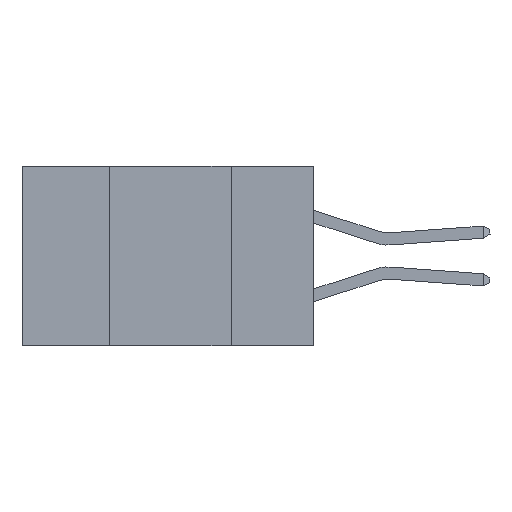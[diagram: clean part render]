
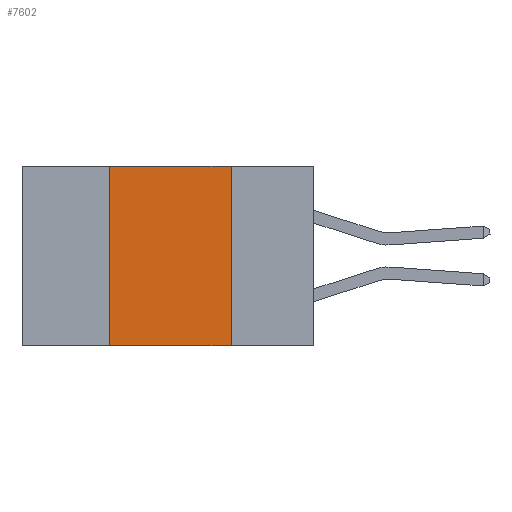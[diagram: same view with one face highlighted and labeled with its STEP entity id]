
A CAD part, left-side view. The second image highlights one B-rep face of the part: STEP entity #7602.
In plain terms, the highlighted planar face has unit normal (-1, 0, 0).
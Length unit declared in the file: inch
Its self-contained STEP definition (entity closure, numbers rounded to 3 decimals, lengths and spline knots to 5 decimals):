
#155 = VECTOR ( 'NONE', #5695, 39.37008 ) ;
#385 = LINE ( 'NONE', #15349, #12491 ) ;
#1642 = CARTESIAN_POINT ( 'NONE',  ( 0., 0.6, -0.37 ) ) ;
#1996 = ORIENTED_EDGE ( 'NONE', *, *, #17135, .F. ) ;
#2603 = EDGE_CURVE ( 'NONE', #15403, #6343, #385, .T. ) ;
#2753 = VERTEX_POINT ( 'NONE', #21225 ) ;
#3425 = CARTESIAN_POINT ( 'NONE',  ( 0., 0.42, 0. ) ) ;
#4410 = ORIENTED_EDGE ( 'NONE', *, *, #2603, .F. ) ;
#4928 = VERTEX_POINT ( 'NONE', #3425 ) ;
#5081 = ORIENTED_EDGE ( 'NONE', *, *, #10301, .F. ) ;
#5167 = DIRECTION ( 'NONE',  ( 0., -1., 0. ) ) ;
#5695 = DIRECTION ( 'NONE',  ( 0., -1., 0. ) ) ;
#5898 = ORIENTED_EDGE ( 'NONE', *, *, #8540, .T. ) ;
#6343 = VERTEX_POINT ( 'NONE', #19402 ) ;
#6773 = DIRECTION ( 'NONE',  ( 1., 0., 0. ) ) ;
#6885 = PLANE ( 'NONE',  #20827 ) ;
#7602 = ADVANCED_FACE ( 'NONE', ( #12324 ), #6885, .F. ) ;
#8540 = EDGE_CURVE ( 'NONE', #2753, #6343, #10287, .T. ) ;
#8672 = CARTESIAN_POINT ( 'NONE',  ( 0., 0.42, 0. ) ) ;
#8885 = DIRECTION ( 'NONE',  ( 0., 0., 1. ) ) ;
#9133 = VECTOR ( 'NONE', #8885, 39.37008 ) ;
#10287 = LINE ( 'NONE', #1642, #17668 ) ;
#10301 = EDGE_CURVE ( 'NONE', #4928, #15403, #17238, .T. ) ;
#10551 = LINE ( 'NONE', #8672, #9133 ) ;
#12116 = DIRECTION ( 'NONE',  ( 0., 0., -1. ) ) ;
#12324 = FACE_OUTER_BOUND ( 'NONE', #15184, .T. ) ;
#12491 = VECTOR ( 'NONE', #16909, 39.37008 ) ;
#15184 = EDGE_LOOP ( 'NONE', ( #4410, #5081, #1996, #5898 ) ) ;
#15349 = CARTESIAN_POINT ( 'NONE',  ( 0., 0.17, 0. ) ) ;
#15403 = VERTEX_POINT ( 'NONE', #15660 ) ;
#15660 = CARTESIAN_POINT ( 'NONE',  ( 0., 0.17, 0. ) ) ;
#16882 = CARTESIAN_POINT ( 'NONE',  ( 0., 0.6, 0. ) ) ;
#16909 = DIRECTION ( 'NONE',  ( 0., 0., -1. ) ) ;
#17135 = EDGE_CURVE ( 'NONE', #2753, #4928, #10551, .T. ) ;
#17238 = LINE ( 'NONE', #17352, #155 ) ;
#17352 = CARTESIAN_POINT ( 'NONE',  ( 0., 0.6, 0. ) ) ;
#17668 = VECTOR ( 'NONE', #5167, 39.37008 ) ;
#19402 = CARTESIAN_POINT ( 'NONE',  ( 0., 0.17, -0.37 ) ) ;
#20827 = AXIS2_PLACEMENT_3D ( 'NONE', #16882, #6773, #12116 ) ;
#21225 = CARTESIAN_POINT ( 'NONE',  ( 0., 0.42, -0.37 ) ) ;
